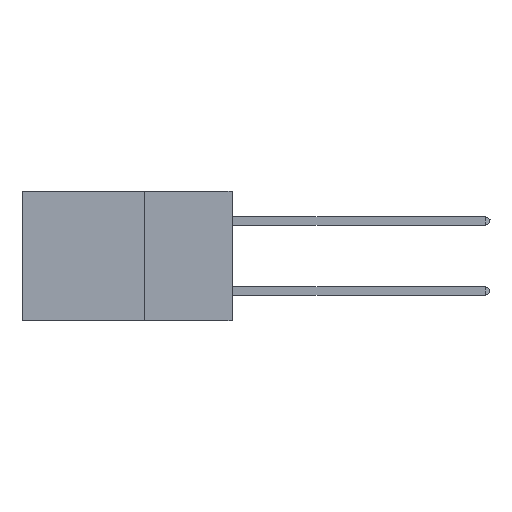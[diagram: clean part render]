
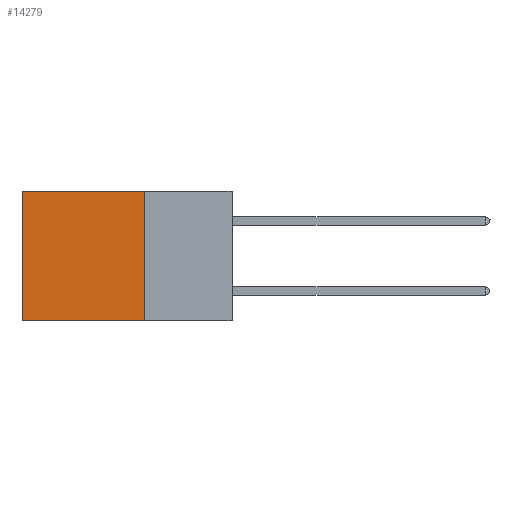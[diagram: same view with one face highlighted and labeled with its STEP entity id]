
A CAD part, left-side view. The second image highlights one B-rep face of the part: STEP entity #14279.
In plain terms, the highlighted planar face has unit normal (-1, 0, 0).
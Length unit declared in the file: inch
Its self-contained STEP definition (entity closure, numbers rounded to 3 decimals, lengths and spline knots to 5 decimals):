
#558 = LINE ( 'NONE', #15173, #5295 ) ;
#1118 = EDGE_CURVE ( 'NONE', #22460, #19543, #9344, .T. ) ;
#1889 = CARTESIAN_POINT ( 'NONE',  ( 0.2875, 0.25, -0.37 ) ) ;
#2723 = DIRECTION ( 'NONE',  ( 0., 1., 0. ) ) ;
#3227 = DIRECTION ( 'NONE',  ( 0., 1., 0. ) ) ;
#3444 = CARTESIAN_POINT ( 'NONE',  ( 0.2875, 0.25, 0. ) ) ;
#3524 = EDGE_LOOP ( 'NONE', ( #18172, #21093, #18841, #13141 ) ) ;
#4223 = DIRECTION ( 'NONE',  ( 0., 0., -1. ) ) ;
#4467 = EDGE_CURVE ( 'NONE', #22460, #17689, #558, .T. ) ;
#4480 = CARTESIAN_POINT ( 'NONE',  ( 0.2875, 0.6, 0. ) ) ;
#5295 = VECTOR ( 'NONE', #2723, 39.37008 ) ;
#6316 = DIRECTION ( 'NONE',  ( 1., 0., 0. ) ) ;
#8364 = PLANE ( 'NONE',  #12176 ) ;
#8566 = EDGE_CURVE ( 'NONE', #19543, #10720, #11643, .T. ) ;
#9344 = LINE ( 'NONE', #22410, #12475 ) ;
#9606 = DIRECTION ( 'NONE',  ( 0., 0., -1. ) ) ;
#10701 = CARTESIAN_POINT ( 'NONE',  ( 0.2875, 0.6, -0.37 ) ) ;
#10720 = VERTEX_POINT ( 'NONE', #10701 ) ;
#11643 = LINE ( 'NONE', #16049, #23525 ) ;
#12176 = AXIS2_PLACEMENT_3D ( 'NONE', #15666, #6316, #13625 ) ;
#12475 = VECTOR ( 'NONE', #4223, 39.37008 ) ;
#13141 = ORIENTED_EDGE ( 'NONE', *, *, #4467, .T. ) ;
#13193 = CARTESIAN_POINT ( 'NONE',  ( 0.2875, 0.6, 0. ) ) ;
#13625 = DIRECTION ( 'NONE',  ( 0., 0., -1. ) ) ;
#14279 = ADVANCED_FACE ( 'NONE', ( #22731 ), #8364, .F. ) ;
#15173 = CARTESIAN_POINT ( 'NONE',  ( 0.2875, 0.25, 0. ) ) ;
#15464 = LINE ( 'NONE', #13193, #21266 ) ;
#15666 = CARTESIAN_POINT ( 'NONE',  ( 0.2875, 0.25, 0. ) ) ;
#16049 = CARTESIAN_POINT ( 'NONE',  ( 0.2875, 0.25, -0.37 ) ) ;
#17689 = VERTEX_POINT ( 'NONE', #4480 ) ;
#18172 = ORIENTED_EDGE ( 'NONE', *, *, #23181, .T. ) ;
#18841 = ORIENTED_EDGE ( 'NONE', *, *, #1118, .F. ) ;
#19543 = VERTEX_POINT ( 'NONE', #1889 ) ;
#21093 = ORIENTED_EDGE ( 'NONE', *, *, #8566, .F. ) ;
#21266 = VECTOR ( 'NONE', #9606, 39.37008 ) ;
#22410 = CARTESIAN_POINT ( 'NONE',  ( 0.2875, 0.25, 0. ) ) ;
#22460 = VERTEX_POINT ( 'NONE', #3444 ) ;
#22731 = FACE_OUTER_BOUND ( 'NONE', #3524, .T. ) ;
#23181 = EDGE_CURVE ( 'NONE', #17689, #10720, #15464, .T. ) ;
#23525 = VECTOR ( 'NONE', #3227, 39.37008 ) ;
